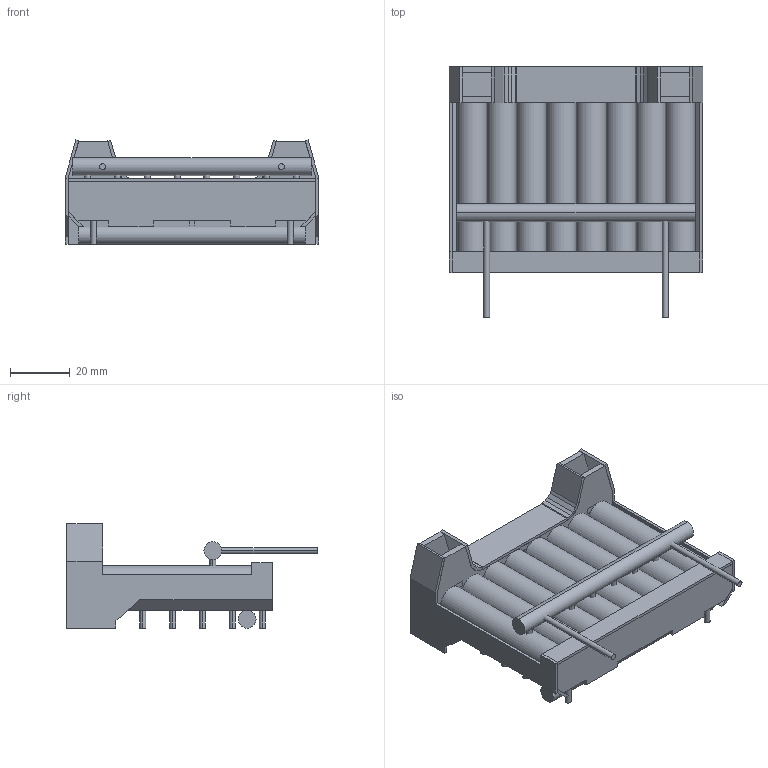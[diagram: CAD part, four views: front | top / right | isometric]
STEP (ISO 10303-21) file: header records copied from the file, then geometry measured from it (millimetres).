
FILE_DESCRIPTION(('STEP AP214'),'1');
FILE_NAME('tmp0.stp','2018-06-11T20:13:17',(' '),(' '),'Spatial InterOp 3D',' ',' ');
FILE_SCHEMA(('automotive_design'));
Length unit declared in the file: millimetre
Products named in the file (47): Clone_of_Boiler; Clone_of_Boiler001; Clone_of_Boiler002; Clone_of_Boiler003; Clone_of_Boiler004; Clone_of_Boiler005; Clone_of_Boiler006; d67_Boiler; s67_Verkleidung; s68_Verkleidung; Seitenverkleidung001; Seitenverkleidung; s61_Seitenspant001; s61_Seitenspant; s63_Querspant; s62_Mittelspant; s65_FeuerungVorderseite; s66_Abschluss; FrontR?ck; s64_FeuerungR?ckseite_Halb; s66_Abschluss001; d68_St?tzen; Fusion004; d74_SteamDrum; Clone_of_BoilerToDrum; Clone_of_BoilerToDrum001; Clone_of_BoilerToDrum002; Clone_of_BoilerToDrum006; Clone_of_BoilerToDrum003; Clone_of_BoilerToDrum004; Clone_of_BoilerToDrum005; d76_SteamLine; d75_BoilerLeitung; d73_MudDrum; Clone_of_SteamToEngine
Bounding box: 85 x 84 x 35 mm (x, y, z)
Volume: 54737.5 mm3; surface area: 45038.2 mm2
Topology: 47 solids, 47 shells, 448 faces, 1062 edges, 708 vertices
Faces by surface type: plane 376, cylinder 72
Entity records: 17616 total; most frequent: CARTESIAN_POINT 2265, DIRECTION 2196, ORIENTED_EDGE 2124, EDGE_CURVE 1062, LINE 918, VECTOR 918, VERTEX_POINT 708, AXIS2_PLACEMENT_3D 639
